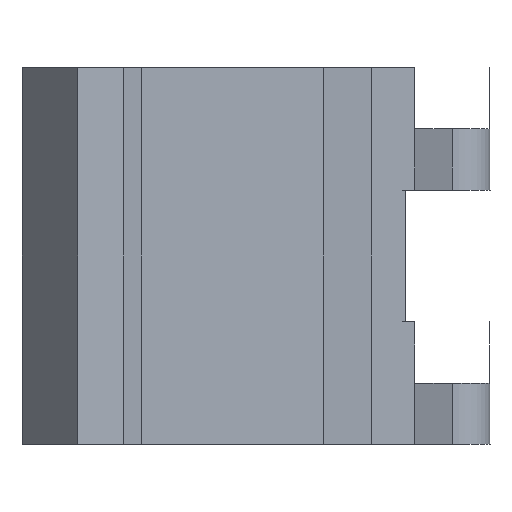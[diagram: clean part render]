
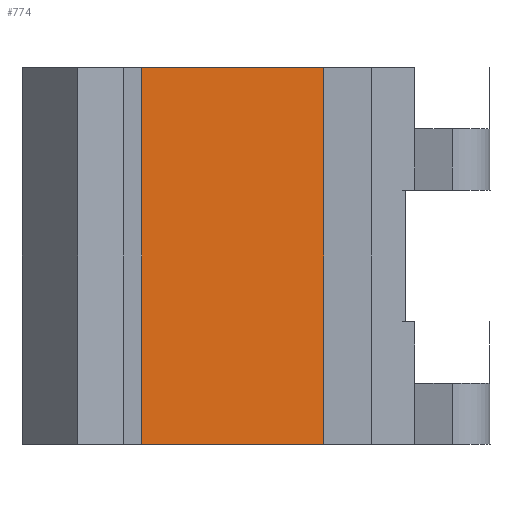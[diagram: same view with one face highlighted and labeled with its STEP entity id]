
A CAD part, front view. The second image highlights one B-rep face of the part: STEP entity #774.
In plain terms, the highlighted planar face has unit normal (0.707, -0.707, 0).
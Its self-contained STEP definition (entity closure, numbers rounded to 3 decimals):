
#141 = VERTEX_POINT('',#142);
#142 = CARTESIAN_POINT('',(-32.958,20.075,-20.));
#149 = EDGE_CURVE('',#141,#150,#152,.T.);
#150 = VERTEX_POINT('',#151);
#151 = CARTESIAN_POINT('',(-13.657,39.376,-20.));
#152 = LINE('',#153,#154);
#153 = CARTESIAN_POINT('',(-32.958,20.075,-20.));
#154 = VECTOR('',#155,1.);
#155 = DIRECTION('',(0.707,0.707,0.));
#428 = VERTEX_POINT('',#429);
#429 = CARTESIAN_POINT('',(-32.958,20.075,20.));
#436 = EDGE_CURVE('',#428,#437,#439,.T.);
#437 = VERTEX_POINT('',#438);
#438 = CARTESIAN_POINT('',(-13.657,39.376,20.));
#439 = LINE('',#440,#441);
#440 = CARTESIAN_POINT('',(-32.958,20.075,20.));
#441 = VECTOR('',#442,1.);
#442 = DIRECTION('',(0.707,0.707,0.));
#761 = EDGE_CURVE('',#141,#428,#762,.T.);
#762 = LINE('',#763,#764);
#763 = CARTESIAN_POINT('',(-32.958,20.075,-20.));
#764 = VECTOR('',#765,1.);
#765 = DIRECTION('',(0.,0.,1.));
#774 = ADVANCED_FACE('',(#775),#786,.F.);
#775 = FACE_BOUND('',#776,.F.);
#776 = EDGE_LOOP('',(#777,#778,#779,#785));
#777 = ORIENTED_EDGE('',*,*,#761,.T.);
#778 = ORIENTED_EDGE('',*,*,#436,.T.);
#779 = ORIENTED_EDGE('',*,*,#780,.F.);
#780 = EDGE_CURVE('',#150,#437,#781,.T.);
#781 = LINE('',#782,#783);
#782 = CARTESIAN_POINT('',(-13.657,39.376,-20.));
#783 = VECTOR('',#784,1.);
#784 = DIRECTION('',(0.,0.,1.));
#785 = ORIENTED_EDGE('',*,*,#149,.F.);
#786 = PLANE('',#787);
#787 = AXIS2_PLACEMENT_3D('',#788,#789,#790);
#788 = CARTESIAN_POINT('',(-32.958,20.075,-20.));
#789 = DIRECTION('',(-0.707,0.707,0.));
#790 = DIRECTION('',(0.707,0.707,0.));
